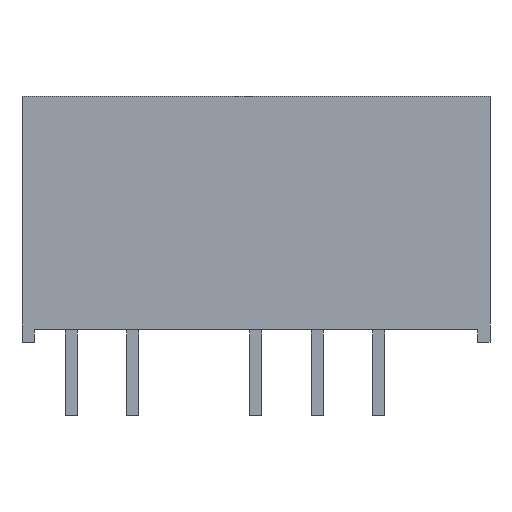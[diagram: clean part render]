
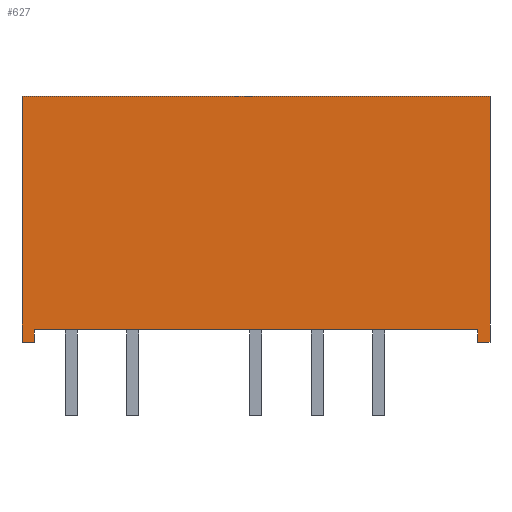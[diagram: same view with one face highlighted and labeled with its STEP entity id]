
A CAD part, left-side view. The second image highlights one B-rep face of the part: STEP entity #627.
In plain terms, the highlighted planar face has unit normal (-1, 0, 0).
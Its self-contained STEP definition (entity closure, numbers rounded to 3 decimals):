
#31=FACE_OUTER_BOUND('',#71,.T.);
#71=EDGE_LOOP('',(#441,#442,#443,#444,#445,#446,#447,#448));
#108=LINE('',#901,#192);
#110=LINE('',#906,#194);
#113=LINE('',#913,#197);
#116=LINE('',#919,#200);
#124=LINE('',#933,#208);
#125=LINE('',#935,#209);
#126=LINE('',#937,#210);
#127=LINE('',#938,#211);
#192=VECTOR('',#733,10.);
#194=VECTOR('',#737,10.);
#197=VECTOR('',#742,10.);
#200=VECTOR('',#747,10.);
#208=VECTOR('',#759,10.);
#209=VECTOR('',#762,10.);
#210=VECTOR('',#763,10.);
#211=VECTOR('',#764,10.);
#274=VERTEX_POINT('',#895);
#276=VERTEX_POINT('',#899);
#278=VERTEX_POINT('',#904);
#279=VERTEX_POINT('',#909);
#281=VERTEX_POINT('',#912);
#283=VERTEX_POINT('',#918);
#287=VERTEX_POINT('',#931);
#288=VERTEX_POINT('',#936);
#332=EDGE_CURVE('',#274,#276,#108,.T.);
#334=EDGE_CURVE('',#278,#276,#110,.T.);
#337=EDGE_CURVE('',#279,#281,#113,.T.);
#340=EDGE_CURVE('',#281,#283,#116,.T.);
#348=EDGE_CURVE('',#278,#287,#124,.T.);
#349=EDGE_CURVE('',#279,#274,#125,.T.);
#350=EDGE_CURVE('',#288,#287,#126,.T.);
#351=EDGE_CURVE('',#283,#288,#127,.T.);
#441=ORIENTED_EDGE('',*,*,#349,.T.);
#442=ORIENTED_EDGE('',*,*,#332,.T.);
#443=ORIENTED_EDGE('',*,*,#334,.F.);
#444=ORIENTED_EDGE('',*,*,#348,.T.);
#445=ORIENTED_EDGE('',*,*,#350,.F.);
#446=ORIENTED_EDGE('',*,*,#351,.F.);
#447=ORIENTED_EDGE('',*,*,#340,.F.);
#448=ORIENTED_EDGE('',*,*,#337,.F.);
#587=PLANE('',#692);
#627=ADVANCED_FACE('',(#31),#587,.T.);
#692=AXIS2_PLACEMENT_3D('',#934,#760,#761);
#733=DIRECTION('',(0.,0.,-1.));
#737=DIRECTION('',(0.,1.,0.));
#742=DIRECTION('',(0.,0.,-1.));
#747=DIRECTION('',(0.,1.,0.));
#759=DIRECTION('',(0.,0.,1.));
#760=DIRECTION('center_axis',(-1.,0.,0.));
#761=DIRECTION('ref_axis',(0.,-1.,0.));
#762=DIRECTION('',(0.,-1.,0.));
#763=DIRECTION('',(0.,-1.,0.));
#764=DIRECTION('',(0.,0.,1.));
#895=CARTESIAN_POINT('',(-4.8,-16.8,0.5));
#899=CARTESIAN_POINT('',(-4.8,-16.8,0.));
#901=CARTESIAN_POINT('',(-4.8,-16.8,0.5));
#904=CARTESIAN_POINT('',(-4.8,-17.3,0.));
#906=CARTESIAN_POINT('',(-4.8,-16.8,0.));
#909=CARTESIAN_POINT('',(-4.8,1.53,0.5));
#912=CARTESIAN_POINT('',(-4.8,1.53,0.));
#913=CARTESIAN_POINT('',(-4.8,1.53,0.5));
#918=CARTESIAN_POINT('',(-4.8,2.03,0.));
#919=CARTESIAN_POINT('',(-4.8,2.03,0.));
#931=CARTESIAN_POINT('',(-4.8,-17.3,10.16));
#933=CARTESIAN_POINT('',(-4.8,-17.3,0.5));
#934=CARTESIAN_POINT('Origin',(-4.8,2.03,0.5));
#935=CARTESIAN_POINT('',(-4.8,2.03,0.5));
#936=CARTESIAN_POINT('',(-4.8,2.03,10.16));
#937=CARTESIAN_POINT('',(-4.8,2.03,10.16));
#938=CARTESIAN_POINT('',(-4.8,2.03,0.5));
